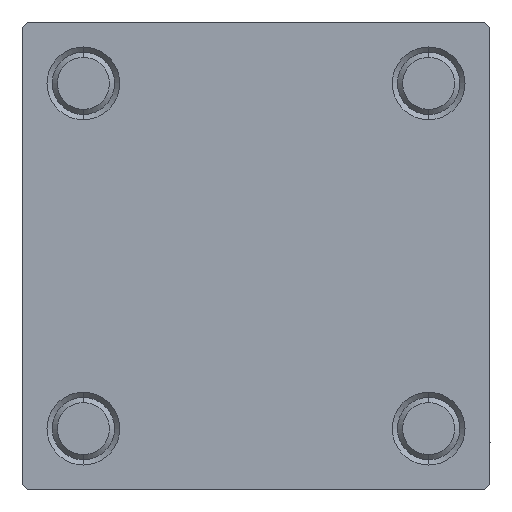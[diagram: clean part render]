
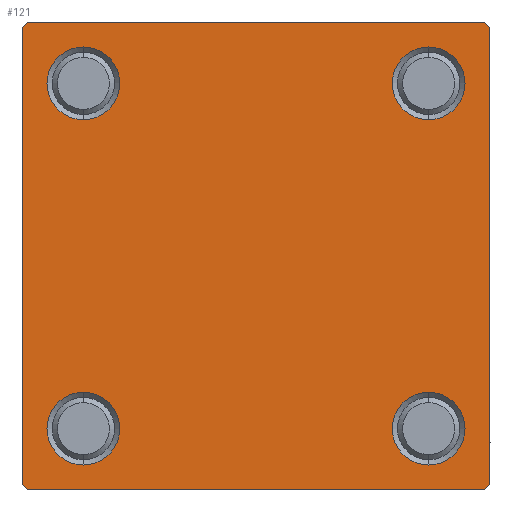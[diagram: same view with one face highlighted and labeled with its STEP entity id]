
A CAD part, left-side view. The second image highlights one B-rep face of the part: STEP entity #121.
In plain terms, the highlighted planar face has unit normal (-1, 0, 0).
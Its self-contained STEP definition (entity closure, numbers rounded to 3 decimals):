
#121 = ADVANCED_FACE ( 'NONE', ( #1426, #24145, #16810, #4973, #5707 ), #20362, .T. ) ;
#327 = CARTESIAN_POINT ( 'NONE',  ( 0., -22.25, 22.25 ) ) ;
#456 = CARTESIAN_POINT ( 'NONE',  ( 0., 22.5, 22.5 ) ) ;
#588 = DIRECTION ( 'NONE',  ( 0., 0., 1. ) ) ;
#701 = DIRECTION ( 'NONE',  ( 0., 0.707, -0.707 ) ) ;
#1426 = FACE_BOUND ( 'NONE', #37431, .T. ) ;
#2061 = EDGE_CURVE ( 'NONE', #21666, #18363, #19884, .T. ) ;
#2673 = ORIENTED_EDGE ( 'NONE', *, *, #30775, .T. ) ;
#3032 = DIRECTION ( 'NONE',  ( 1., 0., 0. ) ) ;
#3289 = DIRECTION ( 'NONE',  ( 0., -0.707, 0.707 ) ) ;
#3321 = AXIS2_PLACEMENT_3D ( 'NONE', #35154, #8413, #588 ) ;
#3363 = AXIS2_PLACEMENT_3D ( 'NONE', #21371, #37488, #17570 ) ;
#3996 = EDGE_LOOP ( 'NONE', ( #30924, #27955 ) ) ;
#4009 = CARTESIAN_POINT ( 'NONE',  ( 0., 22.5, 22.5 ) ) ;
#4803 = ORIENTED_EDGE ( 'NONE', *, *, #5358, .T. ) ;
#4973 = FACE_BOUND ( 'NONE', #37840, .T. ) ;
#5358 = EDGE_CURVE ( 'NONE', #49795, #42408, #12063, .T. ) ;
#5707 = FACE_OUTER_BOUND ( 'NONE', #38334, .T. ) ;
#5873 = CIRCLE ( 'NONE', #14720, 3.5 ) ;
#6321 = CARTESIAN_POINT ( 'NONE',  ( 0., -22.5, 22. ) ) ;
#6543 = CARTESIAN_POINT ( 'NONE',  ( 0., -22.5, 22.5 ) ) ;
#7317 = CIRCLE ( 'NONE', #3321, 3.5 ) ;
#7702 = CARTESIAN_POINT ( 'NONE',  ( 0., 16.6, 16.6 ) ) ;
#8020 = DIRECTION ( 'NONE',  ( 0., 0., -1. ) ) ;
#8392 = VERTEX_POINT ( 'NONE', #43163 ) ;
#8413 = DIRECTION ( 'NONE',  ( 1., 0., 0. ) ) ;
#8440 = CARTESIAN_POINT ( 'NONE',  ( 0., -22.5, -22. ) ) ;
#8785 = EDGE_CURVE ( 'NONE', #23987, #41938, #5873, .T. ) ;
#9041 = VECTOR ( 'NONE', #3289, 1000. ) ;
#9623 = DIRECTION ( 'NONE',  ( 1., 0., 0. ) ) ;
#9749 = AXIS2_PLACEMENT_3D ( 'NONE', #32205, #24646, #40024 ) ;
#10043 = ORIENTED_EDGE ( 'NONE', *, *, #44176, .T. ) ;
#10204 = DIRECTION ( 'NONE',  ( 0., 0., 1. ) ) ;
#10282 = VECTOR ( 'NONE', #30759, 1000. ) ;
#10601 = DIRECTION ( 'NONE',  ( 0., 0., 1. ) ) ;
#10687 = EDGE_LOOP ( 'NONE', ( #18021, #39406 ) ) ;
#10703 = DIRECTION ( 'NONE',  ( 1., 0., 0. ) ) ;
#11568 = LINE ( 'NONE', #456, #38075 ) ;
#11814 = DIRECTION ( 'NONE',  ( 0., -0.707, -0.707 ) ) ;
#11861 = DIRECTION ( 'NONE',  ( 1., 0., 0. ) ) ;
#12063 = LINE ( 'NONE', #46370, #47759 ) ;
#12443 = LINE ( 'NONE', #327, #14423 ) ;
#12641 = ORIENTED_EDGE ( 'NONE', *, *, #18872, .T. ) ;
#13335 = CARTESIAN_POINT ( 'NONE',  ( 0., -16.6, -20.1 ) ) ;
#14423 = VECTOR ( 'NONE', #15708, 1000. ) ;
#14611 = VECTOR ( 'NONE', #701, 1000. ) ;
#14720 = AXIS2_PLACEMENT_3D ( 'NONE', #30636, #23322, #41978 ) ;
#15708 = DIRECTION ( 'NONE',  ( 0., 0.707, 0.707 ) ) ;
#15772 = DIRECTION ( 'NONE',  ( 0., 0., 1. ) ) ;
#16243 = ORIENTED_EDGE ( 'NONE', *, *, #21309, .F. ) ;
#16810 = FACE_BOUND ( 'NONE', #10687, .T. ) ;
#16950 = CARTESIAN_POINT ( 'NONE',  ( 0., 16.6, 20.1 ) ) ;
#17570 = DIRECTION ( 'NONE',  ( 0., 0., 1. ) ) ;
#17764 = CARTESIAN_POINT ( 'NONE',  ( 0., 16.6, 16.6 ) ) ;
#17969 = ORIENTED_EDGE ( 'NONE', *, *, #27019, .T. ) ;
#18021 = ORIENTED_EDGE ( 'NONE', *, *, #8785, .T. ) ;
#18363 = VERTEX_POINT ( 'NONE', #38077 ) ;
#18561 = AXIS2_PLACEMENT_3D ( 'NONE', #35631, #9623, #20748 ) ;
#18872 = EDGE_CURVE ( 'NONE', #42408, #30181, #38891, .T. ) ;
#18927 = ORIENTED_EDGE ( 'NONE', *, *, #19110, .F. ) ;
#19110 = EDGE_CURVE ( 'NONE', #21666, #22172, #34542, .T. ) ;
#19394 = CIRCLE ( 'NONE', #18561, 3.5 ) ;
#19884 = LINE ( 'NONE', #35265, #14611 ) ;
#19930 = CARTESIAN_POINT ( 'NONE',  ( 0., 16.6, -16.6 ) ) ;
#20362 = PLANE ( 'NONE',  #9749 ) ;
#20748 = DIRECTION ( 'NONE',  ( 0., 0., 1. ) ) ;
#20780 = AXIS2_PLACEMENT_3D ( 'NONE', #33568, #3032, #10601 ) ;
#21198 = ORIENTED_EDGE ( 'NONE', *, *, #34400, .T. ) ;
#21309 = EDGE_CURVE ( 'NONE', #22907, #25792, #32794, .T. ) ;
#21371 = CARTESIAN_POINT ( 'NONE',  ( 0., -16.6, -16.6 ) ) ;
#21666 = VERTEX_POINT ( 'NONE', #36267 ) ;
#22172 = VERTEX_POINT ( 'NONE', #42041 ) ;
#22907 = VERTEX_POINT ( 'NONE', #6321 ) ;
#22922 = EDGE_CURVE ( 'NONE', #25197, #45190, #27215, .T. ) ;
#23104 = DIRECTION ( 'NONE',  ( 1., 0., 0. ) ) ;
#23153 = VECTOR ( 'NONE', #46712, 1000. ) ;
#23322 = DIRECTION ( 'NONE',  ( 1., 0., 0. ) ) ;
#23987 = VERTEX_POINT ( 'NONE', #46419 ) ;
#23990 = EDGE_CURVE ( 'NONE', #41938, #23987, #40921, .T. ) ;
#24145 = FACE_BOUND ( 'NONE', #3996, .T. ) ;
#24646 = DIRECTION ( 'NONE',  ( -1., 0., 0. ) ) ;
#25197 = VERTEX_POINT ( 'NONE', #13335 ) ;
#25792 = VERTEX_POINT ( 'NONE', #8440 ) ;
#26727 = VERTEX_POINT ( 'NONE', #48036 ) ;
#27019 = EDGE_CURVE ( 'NONE', #22907, #22172, #12443, .T. ) ;
#27215 = CIRCLE ( 'NONE', #20780, 3.5 ) ;
#27245 = DIRECTION ( 'NONE',  ( 0., 0., 1. ) ) ;
#27456 = CIRCLE ( 'NONE', #36425, 3.5 ) ;
#27955 = ORIENTED_EDGE ( 'NONE', *, *, #22922, .T. ) ;
#28694 = ORIENTED_EDGE ( 'NONE', *, *, #2061, .T. ) ;
#30181 = VERTEX_POINT ( 'NONE', #34504 ) ;
#30636 = CARTESIAN_POINT ( 'NONE',  ( 0., 16.6, -16.6 ) ) ;
#30759 = DIRECTION ( 'NONE',  ( 0., -1., 0. ) ) ;
#30775 = EDGE_CURVE ( 'NONE', #8392, #26727, #19394, .T. ) ;
#30924 = ORIENTED_EDGE ( 'NONE', *, *, #34203, .T. ) ;
#31972 = VECTOR ( 'NONE', #37325, 1000. ) ;
#32205 = CARTESIAN_POINT ( 'NONE',  ( 0., 0., 0. ) ) ;
#32794 = LINE ( 'NONE', #6543, #31972 ) ;
#32979 = EDGE_CURVE ( 'NONE', #33941, #39691, #49241, .T. ) ;
#33568 = CARTESIAN_POINT ( 'NONE',  ( 0., -16.6, -16.6 ) ) ;
#33941 = VERTEX_POINT ( 'NONE', #16950 ) ;
#34203 = EDGE_CURVE ( 'NONE', #45190, #25197, #44441, .T. ) ;
#34237 = CARTESIAN_POINT ( 'NONE',  ( 0., 22.5, -22. ) ) ;
#34400 = EDGE_CURVE ( 'NONE', #39691, #33941, #27456, .T. ) ;
#34504 = CARTESIAN_POINT ( 'NONE',  ( 0., -22., -22.5 ) ) ;
#34542 = LINE ( 'NONE', #4009, #10282 ) ;
#34601 = CARTESIAN_POINT ( 'NONE',  ( 0., 22.5, -22.5 ) ) ;
#35154 = CARTESIAN_POINT ( 'NONE',  ( 0., -16.6, 16.6 ) ) ;
#35265 = CARTESIAN_POINT ( 'NONE',  ( 0., 22.25, 22.25 ) ) ;
#35429 = EDGE_CURVE ( 'NONE', #26727, #8392, #7317, .T. ) ;
#35631 = CARTESIAN_POINT ( 'NONE',  ( 0., -16.6, 16.6 ) ) ;
#36267 = CARTESIAN_POINT ( 'NONE',  ( 0., 22., 22.5 ) ) ;
#36425 = AXIS2_PLACEMENT_3D ( 'NONE', #7702, #23104, #15772 ) ;
#37325 = DIRECTION ( 'NONE',  ( 0., 0., -1. ) ) ;
#37431 = EDGE_LOOP ( 'NONE', ( #2673, #48064 ) ) ;
#37488 = DIRECTION ( 'NONE',  ( 1., 0., 0. ) ) ;
#37572 = ORIENTED_EDGE ( 'NONE', *, *, #32979, .T. ) ;
#37840 = EDGE_LOOP ( 'NONE', ( #37572, #21198 ) ) ;
#38075 = VECTOR ( 'NONE', #8020, 1000. ) ;
#38077 = CARTESIAN_POINT ( 'NONE',  ( 0., 22.5, 22. ) ) ;
#38210 = CARTESIAN_POINT ( 'NONE',  ( 0., 16.6, -20.1 ) ) ;
#38334 = EDGE_LOOP ( 'NONE', ( #45816, #4803, #12641, #10043, #16243, #17969, #18927, #28694 ) ) ;
#38891 = LINE ( 'NONE', #34601, #23153 ) ;
#39406 = ORIENTED_EDGE ( 'NONE', *, *, #23990, .T. ) ;
#39631 = CARTESIAN_POINT ( 'NONE',  ( 0., 22., -22.5 ) ) ;
#39691 = VERTEX_POINT ( 'NONE', #46801 ) ;
#40024 = DIRECTION ( 'NONE',  ( 0., 0., 1. ) ) ;
#40921 = CIRCLE ( 'NONE', #49814, 3.5 ) ;
#41199 = AXIS2_PLACEMENT_3D ( 'NONE', #17764, #10703, #10204 ) ;
#41938 = VERTEX_POINT ( 'NONE', #38210 ) ;
#41947 = CARTESIAN_POINT ( 'NONE',  ( 0., -16.6, -13.1 ) ) ;
#41978 = DIRECTION ( 'NONE',  ( 0., 0., 1. ) ) ;
#42041 = CARTESIAN_POINT ( 'NONE',  ( 0., -22., 22.5 ) ) ;
#42408 = VERTEX_POINT ( 'NONE', #39631 ) ;
#43163 = CARTESIAN_POINT ( 'NONE',  ( 0., -16.6, 20.1 ) ) ;
#44176 = EDGE_CURVE ( 'NONE', #30181, #25792, #46425, .T. ) ;
#44441 = CIRCLE ( 'NONE', #3363, 3.5 ) ;
#45190 = VERTEX_POINT ( 'NONE', #41947 ) ;
#45529 = EDGE_CURVE ( 'NONE', #18363, #49795, #11568, .T. ) ;
#45816 = ORIENTED_EDGE ( 'NONE', *, *, #45529, .T. ) ;
#46370 = CARTESIAN_POINT ( 'NONE',  ( 0., 22.25, -22.25 ) ) ;
#46419 = CARTESIAN_POINT ( 'NONE',  ( 0., 16.6, -13.1 ) ) ;
#46425 = LINE ( 'NONE', #49463, #9041 ) ;
#46712 = DIRECTION ( 'NONE',  ( 0., -1., 0. ) ) ;
#46801 = CARTESIAN_POINT ( 'NONE',  ( 0., 16.6, 13.1 ) ) ;
#47759 = VECTOR ( 'NONE', #11814, 1000. ) ;
#48036 = CARTESIAN_POINT ( 'NONE',  ( 0., -16.6, 13.1 ) ) ;
#48064 = ORIENTED_EDGE ( 'NONE', *, *, #35429, .T. ) ;
#49241 = CIRCLE ( 'NONE', #41199, 3.5 ) ;
#49463 = CARTESIAN_POINT ( 'NONE',  ( 0., -22.25, -22.25 ) ) ;
#49795 = VERTEX_POINT ( 'NONE', #34237 ) ;
#49814 = AXIS2_PLACEMENT_3D ( 'NONE', #19930, #11861, #27245 ) ;
